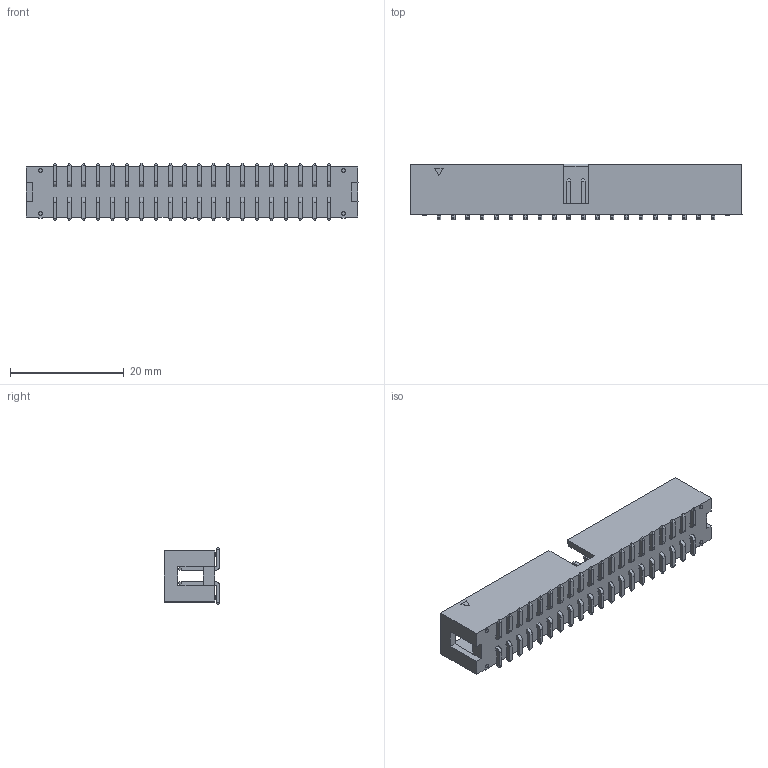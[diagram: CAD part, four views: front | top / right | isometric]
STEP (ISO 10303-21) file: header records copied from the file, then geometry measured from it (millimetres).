
FILE_DESCRIPTION (( 'STEP AP214' ), '1' );
FILE_NAME ('3020-40-0300-00.STEP', '2017-08-22T08:22:18', ( '' ), ( '' ), 'SwSTEP 2.0', 'SolidWorks 2016', '' );
FILE_SCHEMA (( 'AUTOMOTIVE_DESIGN' ));
Length unit declared in the file: millimetre
Products named in the file (3): 00-H; 00-T-SMT; 3020-40-0300-00
Assembly tree (2 placements, depth 2):
  3020-40-0300-00
    00-H
    00-T-SMT
Bounding box: 58.42 x 9.8 x 10.2 mm (x, y, z)
Volume: 2151 mm3; surface area: 4065.7 mm2
Topology: 41 solids, 41 shells, 783 faces, 1772 edges, 1072 vertices
Faces by surface type: plane 695, cylinder 88
Entity records: 22009 total; most frequent: CARTESIAN_POINT 3632, ORIENTED_EDGE 3544, DIRECTION 3524, EDGE_CURVE 1772, LINE 1596, VECTOR 1596, VERTEX_POINT 1072, AXIS2_PLACEMENT_3D 964
